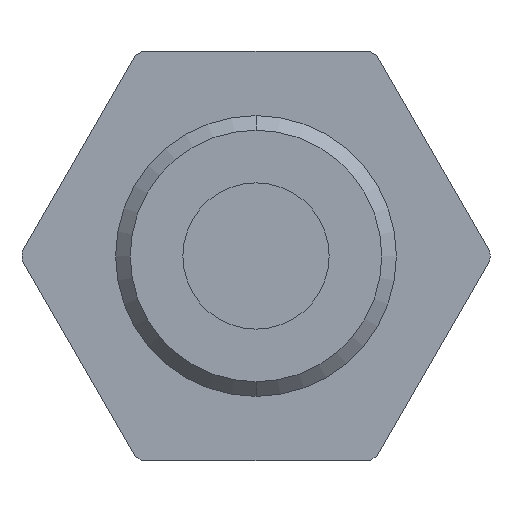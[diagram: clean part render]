
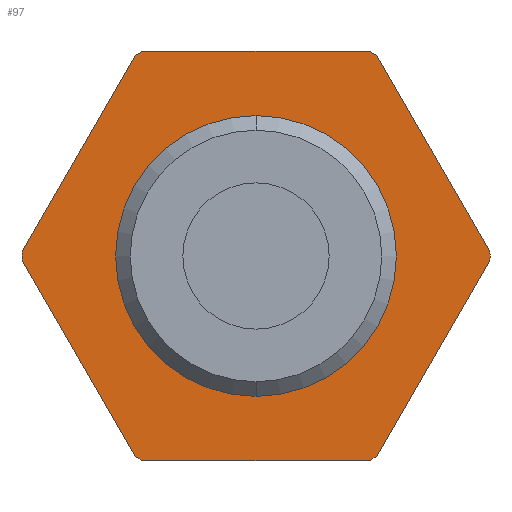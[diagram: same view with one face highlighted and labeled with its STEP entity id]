
A CAD part, front view. The second image highlights one B-rep face of the part: STEP entity #97.
In plain terms, the highlighted planar face has unit normal (0, -1, 0).
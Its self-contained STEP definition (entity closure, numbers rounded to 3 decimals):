
#6 = ORIENTED_EDGE ( 'NONE', *, *, #757, .T. ) ;
#9 = CARTESIAN_POINT ( 'NONE',  ( 4.126, 7., 6.854 ) ) ;
#11 = DIRECTION ( 'NONE',  ( -0.5, 0., -0.866 ) ) ;
#16 = CARTESIAN_POINT ( 'NONE',  ( 0., 7., 0. ) ) ;
#24 = VECTOR ( 'NONE', #11, 1000. ) ;
#41 = EDGE_CURVE ( 'NONE', #543, #483, #633, .T. ) ;
#43 = PLANE ( 'NONE',  #944 ) ;
#83 = DIRECTION ( 'NONE',  ( 0., -1., 0. ) ) ;
#97 = ADVANCED_FACE ( 'NONE', ( #1590, #1551 ), #43, .F. ) ;
#105 = EDGE_CURVE ( 'NONE', #462, #751, #511, .T. ) ;
#107 = CARTESIAN_POINT ( 'NONE',  ( -7.262, 7., 1.422 ) ) ;
#113 = VERTEX_POINT ( 'NONE', #951 ) ;
#128 = CARTESIAN_POINT ( 'NONE',  ( -3.873, 7., 7. ) ) ;
#147 = ORIENTED_EDGE ( 'NONE', *, *, #592, .F. ) ;
#170 = DIRECTION ( 'NONE',  ( 1., 0., 0. ) ) ;
#188 = LINE ( 'NONE', #803, #24 ) ;
#233 = VECTOR ( 'NONE', #1316, 1000. ) ;
#234 = VERTEX_POINT ( 'NONE', #668 ) ;
#275 = ORIENTED_EDGE ( 'NONE', *, *, #1146, .F. ) ;
#295 = VERTEX_POINT ( 'NONE', #677 ) ;
#307 = CARTESIAN_POINT ( 'NONE',  ( 0., 7., 0. ) ) ;
#319 = CARTESIAN_POINT ( 'NONE',  ( -7.262, 7., -1.422 ) ) ;
#328 = DIRECTION ( 'NONE',  ( 0.5, 0., 0.866 ) ) ;
#446 = CARTESIAN_POINT ( 'NONE',  ( -4.8, 7., 0. ) ) ;
#448 = EDGE_CURVE ( 'NONE', #1471, #483, #1266, .T. ) ;
#457 = LINE ( 'NONE', #1564, #771 ) ;
#462 = VERTEX_POINT ( 'NONE', #128 ) ;
#478 = VECTOR ( 'NONE', #170, 1000. ) ;
#481 = CIRCLE ( 'NONE', #1539, 8. ) ;
#483 = VERTEX_POINT ( 'NONE', #1594 ) ;
#485 = EDGE_CURVE ( 'NONE', #1540, #1655, #188, .T. ) ;
#495 = AXIS2_PLACEMENT_3D ( 'NONE', #16, #674, #1448 ) ;
#501 = VERTEX_POINT ( 'NONE', #1190 ) ;
#511 = LINE ( 'NONE', #1382, #478 ) ;
#526 = CARTESIAN_POINT ( 'NONE',  ( -4.8, 7., -7. ) ) ;
#540 = DIRECTION ( 'NONE',  ( 0., -1., 0. ) ) ;
#543 = VERTEX_POINT ( 'NONE', #1225 ) ;
#559 = DIRECTION ( 'NONE',  ( 0., -1., 0. ) ) ;
#565 = AXIS2_PLACEMENT_3D ( 'NONE', #1341, #540, #1242 ) ;
#568 = EDGE_CURVE ( 'NONE', #462, #663, #1059, .T. ) ;
#580 = DIRECTION ( 'NONE',  ( 0., -1., 0. ) ) ;
#592 = EDGE_CURVE ( 'NONE', #234, #501, #1201, .T. ) ;
#598 = CARTESIAN_POINT ( 'NONE',  ( 4.126, 7., -6.854 ) ) ;
#604 = CARTESIAN_POINT ( 'NONE',  ( 0., 7., 0. ) ) ;
#632 = CIRCLE ( 'NONE', #495, 8. ) ;
#633 = CIRCLE ( 'NONE', #565, 8. ) ;
#635 = CARTESIAN_POINT ( 'NONE',  ( 7.999, 7., -0.146 ) ) ;
#640 = ORIENTED_EDGE ( 'NONE', *, *, #485, .F. ) ;
#663 = VERTEX_POINT ( 'NONE', #1076 ) ;
#668 = CARTESIAN_POINT ( 'NONE',  ( 0., 7., 4.8 ) ) ;
#674 = DIRECTION ( 'NONE',  ( 0., -1., 0. ) ) ;
#677 = CARTESIAN_POINT ( 'NONE',  ( 7.999, 7., 0.146 ) ) ;
#679 = ORIENTED_EDGE ( 'NONE', *, *, #41, .T. ) ;
#701 = AXIS2_PLACEMENT_3D ( 'NONE', #1466, #1089, #788 ) ;
#723 = DIRECTION ( 'NONE',  ( 0., 0., -1. ) ) ;
#747 = ORIENTED_EDGE ( 'NONE', *, *, #1582, .F. ) ;
#751 = VERTEX_POINT ( 'NONE', #1354 ) ;
#757 = EDGE_CURVE ( 'NONE', #1471, #1655, #632, .T. ) ;
#771 = VECTOR ( 'NONE', #1325, 1000. ) ;
#779 = VERTEX_POINT ( 'NONE', #9 ) ;
#788 = DIRECTION ( 'NONE',  ( 0., 0., -1. ) ) ;
#795 = CIRCLE ( 'NONE', #866, 4.8 ) ;
#800 = DIRECTION ( 'NONE',  ( 0., 0., -1. ) ) ;
#803 = CARTESIAN_POINT ( 'NONE',  ( 4.862, 7., -5.578 ) ) ;
#827 = DIRECTION ( 'NONE',  ( -0.5, 0., 0.866 ) ) ;
#847 = CARTESIAN_POINT ( 'NONE',  ( 0., 7., 0. ) ) ;
#860 = DIRECTION ( 'NONE',  ( 0., 0., 1. ) ) ;
#866 = AXIS2_PLACEMENT_3D ( 'NONE', #847, #83, #984 ) ;
#872 = EDGE_CURVE ( 'NONE', #1540, #295, #1270, .T. ) ;
#876 = ORIENTED_EDGE ( 'NONE', *, *, #105, .F. ) ;
#901 = EDGE_CURVE ( 'NONE', #779, #295, #457, .T. ) ;
#935 = ORIENTED_EDGE ( 'NONE', *, *, #901, .F. ) ;
#940 = LINE ( 'NONE', #319, #1681 ) ;
#944 = AXIS2_PLACEMENT_3D ( 'NONE', #446, #1387, #860 ) ;
#951 = CARTESIAN_POINT ( 'NONE',  ( -7.999, 7., -0.146 ) ) ;
#960 = EDGE_CURVE ( 'NONE', #779, #751, #481, .T. ) ;
#984 = DIRECTION ( 'NONE',  ( 0., 0., -1. ) ) ;
#1007 = ORIENTED_EDGE ( 'NONE', *, *, #448, .F. ) ;
#1059 = CIRCLE ( 'NONE', #1313, 8. ) ;
#1061 = EDGE_LOOP ( 'NONE', ( #1348, #147 ) ) ;
#1064 = AXIS2_PLACEMENT_3D ( 'NONE', #307, #1116, #1243 ) ;
#1076 = CARTESIAN_POINT ( 'NONE',  ( -4.126, 7., 6.854 ) ) ;
#1089 = DIRECTION ( 'NONE',  ( 0., -1., 0. ) ) ;
#1093 = CARTESIAN_POINT ( 'NONE',  ( 0., 7., 0. ) ) ;
#1101 = ORIENTED_EDGE ( 'NONE', *, *, #872, .T. ) ;
#1113 = CARTESIAN_POINT ( 'NONE',  ( -7.999, 7., 0.146 ) ) ;
#1116 = DIRECTION ( 'NONE',  ( 0., -1., 0. ) ) ;
#1120 = EDGE_CURVE ( 'NONE', #1373, #113, #1296, .T. ) ;
#1146 = EDGE_CURVE ( 'NONE', #543, #113, #940, .T. ) ;
#1185 = AXIS2_PLACEMENT_3D ( 'NONE', #1194, #559, #800 ) ;
#1188 = VECTOR ( 'NONE', #328, 1000. ) ;
#1190 = CARTESIAN_POINT ( 'NONE',  ( 0., 7., -4.8 ) ) ;
#1194 = CARTESIAN_POINT ( 'NONE',  ( 0., 7., 0. ) ) ;
#1201 = CIRCLE ( 'NONE', #701, 4.8 ) ;
#1225 = CARTESIAN_POINT ( 'NONE',  ( -4.126, 7., -6.854 ) ) ;
#1229 = CARTESIAN_POINT ( 'NONE',  ( 3.873, 7., -7. ) ) ;
#1242 = DIRECTION ( 'NONE',  ( 0., 0., -1. ) ) ;
#1243 = DIRECTION ( 'NONE',  ( 0., 0., -1. ) ) ;
#1266 = LINE ( 'NONE', #526, #233 ) ;
#1270 = CIRCLE ( 'NONE', #1185, 8. ) ;
#1296 = CIRCLE ( 'NONE', #1064, 8. ) ;
#1313 = AXIS2_PLACEMENT_3D ( 'NONE', #1093, #1349, #1374 ) ;
#1316 = DIRECTION ( 'NONE',  ( -1., 0., 0. ) ) ;
#1325 = DIRECTION ( 'NONE',  ( 0.5, 0., -0.866 ) ) ;
#1330 = EDGE_LOOP ( 'NONE', ( #935, #1458, #876, #1574, #747, #1476, #275, #679, #1007, #6, #640, #1101 ) ) ;
#1341 = CARTESIAN_POINT ( 'NONE',  ( 0., 7., 0. ) ) ;
#1348 = ORIENTED_EDGE ( 'NONE', *, *, #1644, .F. ) ;
#1349 = DIRECTION ( 'NONE',  ( 0., -1., 0. ) ) ;
#1354 = CARTESIAN_POINT ( 'NONE',  ( 3.873, 7., 7. ) ) ;
#1373 = VERTEX_POINT ( 'NONE', #1113 ) ;
#1374 = DIRECTION ( 'NONE',  ( 0., 0., -1. ) ) ;
#1382 = CARTESIAN_POINT ( 'NONE',  ( -4.8, 7., 7. ) ) ;
#1387 = DIRECTION ( 'NONE',  ( 0., 1., 0. ) ) ;
#1448 = DIRECTION ( 'NONE',  ( 0., 0., -1. ) ) ;
#1458 = ORIENTED_EDGE ( 'NONE', *, *, #960, .T. ) ;
#1466 = CARTESIAN_POINT ( 'NONE',  ( 0., 7., 0. ) ) ;
#1471 = VERTEX_POINT ( 'NONE', #1229 ) ;
#1476 = ORIENTED_EDGE ( 'NONE', *, *, #1120, .T. ) ;
#1539 = AXIS2_PLACEMENT_3D ( 'NONE', #604, #580, #723 ) ;
#1540 = VERTEX_POINT ( 'NONE', #635 ) ;
#1541 = LINE ( 'NONE', #107, #1188 ) ;
#1551 = FACE_OUTER_BOUND ( 'NONE', #1330, .T. ) ;
#1564 = CARTESIAN_POINT ( 'NONE',  ( 4.862, 7., 5.578 ) ) ;
#1574 = ORIENTED_EDGE ( 'NONE', *, *, #568, .T. ) ;
#1582 = EDGE_CURVE ( 'NONE', #1373, #663, #1541, .T. ) ;
#1590 = FACE_BOUND ( 'NONE', #1061, .T. ) ;
#1594 = CARTESIAN_POINT ( 'NONE',  ( -3.873, 7., -7. ) ) ;
#1644 = EDGE_CURVE ( 'NONE', #501, #234, #795, .T. ) ;
#1655 = VERTEX_POINT ( 'NONE', #598 ) ;
#1681 = VECTOR ( 'NONE', #827, 1000. ) ;
